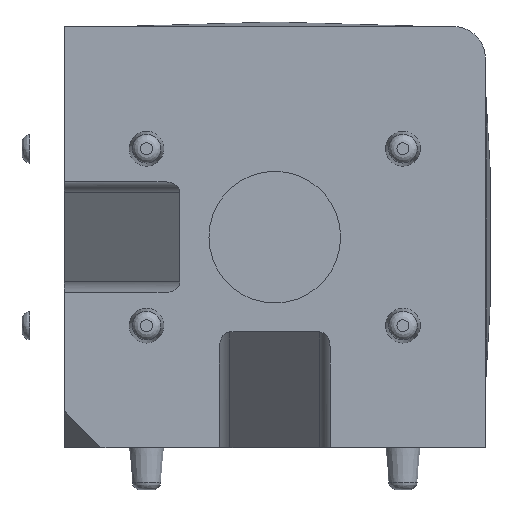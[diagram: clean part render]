
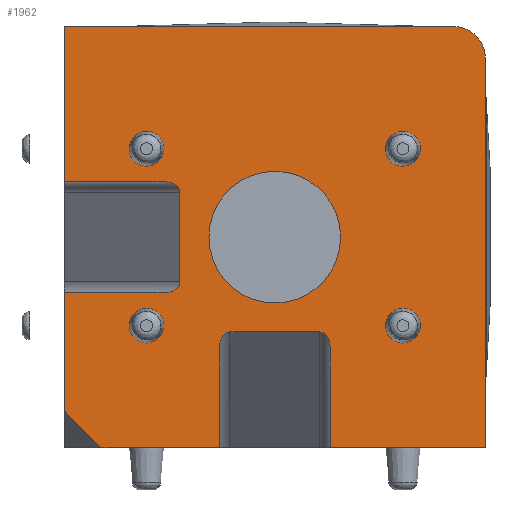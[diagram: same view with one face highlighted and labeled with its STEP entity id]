
A CAD part, front view. The second image highlights one B-rep face of the part: STEP entity #1962.
In plain terms, the highlighted face is planar.
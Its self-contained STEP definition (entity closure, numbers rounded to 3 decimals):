
#37=FACE_BOUND('',#511,.T.);
#38=FACE_BOUND('',#512,.T.);
#39=FACE_BOUND('',#513,.T.);
#40=FACE_BOUND('',#514,.T.);
#41=FACE_BOUND('',#515,.T.);
#59=PLANE('',#2240);
#159=ELLIPSE('',#2241,1.414,1.);
#160=ELLIPSE('',#2242,1.414,1.);
#161=ELLIPSE('',#2244,1.414,1.);
#162=ELLIPSE('',#2245,1.414,1.);
#205=LINE('',#3769,#283);
#206=LINE('',#3771,#284);
#207=LINE('',#3773,#285);
#208=LINE('',#3775,#286);
#209=LINE('',#3779,#287);
#210=LINE('',#3783,#288);
#211=LINE('',#3785,#289);
#212=LINE('',#3787,#290);
#213=LINE('',#3791,#291);
#214=LINE('',#3793,#292);
#215=LINE('',#3795,#293);
#216=LINE('',#3799,#294);
#217=LINE('',#3802,#295);
#283=VECTOR('',#2724,1000.);
#284=VECTOR('',#2725,1000.);
#285=VECTOR('',#2726,1000.);
#286=VECTOR('',#2727,1000.);
#287=VECTOR('',#2730,1000.);
#288=VECTOR('',#2733,1000.);
#289=VECTOR('',#2734,1000.);
#290=VECTOR('',#2735,1000.);
#291=VECTOR('',#2738,1000.);
#292=VECTOR('',#2739,1000.);
#293=VECTOR('',#2740,1000.);
#294=VECTOR('',#2743,1000.);
#295=VECTOR('',#2746,1000.);
#405=FACE_OUTER_BOUND('',#510,.T.);
#510=EDGE_LOOP('',(#1563,#1564,#1565,#1566,#1567,#1568,#1569,#1570,#1571,
#1572,#1573,#1574,#1575,#1576,#1577,#1578,#1579,#1580));
#511=EDGE_LOOP('',(#1581,#1582));
#512=EDGE_LOOP('',(#1583,#1584));
#513=EDGE_LOOP('',(#1585,#1586));
#514=EDGE_LOOP('',(#1587,#1588));
#515=EDGE_LOOP('',(#1589,#1590));
#678=CIRCLE('',#2164,1.65);
#679=CIRCLE('',#2165,1.65);
#680=CIRCLE('',#2167,1.65);
#681=CIRCLE('',#2168,1.65);
#682=CIRCLE('',#2170,1.65);
#683=CIRCLE('',#2171,1.65);
#684=CIRCLE('',#2173,1.65);
#685=CIRCLE('',#2174,1.65);
#719=CIRCLE('',#2225,6.25);
#720=CIRCLE('',#2226,6.25);
#727=CIRCLE('',#2243,3.);
#836=VERTEX_POINT('',#3515);
#837=VERTEX_POINT('',#3516);
#838=VERTEX_POINT('',#3521);
#839=VERTEX_POINT('',#3522);
#840=VERTEX_POINT('',#3527);
#841=VERTEX_POINT('',#3528);
#842=VERTEX_POINT('',#3533);
#843=VERTEX_POINT('',#3534);
#885=VERTEX_POINT('',#3702);
#886=VERTEX_POINT('',#3703);
#895=VERTEX_POINT('',#3767);
#896=VERTEX_POINT('',#3768);
#897=VERTEX_POINT('',#3770);
#898=VERTEX_POINT('',#3772);
#899=VERTEX_POINT('',#3774);
#900=VERTEX_POINT('',#3776);
#901=VERTEX_POINT('',#3778);
#902=VERTEX_POINT('',#3780);
#903=VERTEX_POINT('',#3782);
#904=VERTEX_POINT('',#3784);
#905=VERTEX_POINT('',#3786);
#906=VERTEX_POINT('',#3788);
#907=VERTEX_POINT('',#3790);
#908=VERTEX_POINT('',#3792);
#909=VERTEX_POINT('',#3794);
#910=VERTEX_POINT('',#3796);
#911=VERTEX_POINT('',#3798);
#912=VERTEX_POINT('',#3800);
#1075=EDGE_CURVE('',#836,#837,#678,.T.);
#1077=EDGE_CURVE('',#837,#836,#679,.T.);
#1078=EDGE_CURVE('',#838,#839,#680,.T.);
#1080=EDGE_CURVE('',#839,#838,#681,.T.);
#1081=EDGE_CURVE('',#840,#841,#682,.T.);
#1083=EDGE_CURVE('',#841,#840,#683,.T.);
#1084=EDGE_CURVE('',#842,#843,#684,.T.);
#1086=EDGE_CURVE('',#843,#842,#685,.T.);
#1138=EDGE_CURVE('',#885,#886,#719,.T.);
#1139=EDGE_CURVE('',#886,#885,#720,.T.);
#1157=EDGE_CURVE('',#895,#896,#205,.T.);
#1158=EDGE_CURVE('',#896,#897,#206,.T.);
#1159=EDGE_CURVE('',#898,#897,#207,.T.);
#1160=EDGE_CURVE('',#899,#898,#208,.T.);
#1161=EDGE_CURVE('',#899,#900,#159,.T.);
#1162=EDGE_CURVE('',#901,#900,#209,.T.);
#1163=EDGE_CURVE('',#901,#902,#160,.T.);
#1164=EDGE_CURVE('',#902,#903,#210,.T.);
#1165=EDGE_CURVE('',#904,#903,#211,.T.);
#1166=EDGE_CURVE('',#905,#904,#212,.T.);
#1167=EDGE_CURVE('',#905,#906,#727,.T.);
#1168=EDGE_CURVE('',#906,#907,#213,.T.);
#1169=EDGE_CURVE('',#907,#908,#214,.T.);
#1170=EDGE_CURVE('',#909,#908,#215,.T.);
#1171=EDGE_CURVE('',#909,#910,#161,.T.);
#1172=EDGE_CURVE('',#910,#911,#216,.T.);
#1173=EDGE_CURVE('',#911,#912,#162,.T.);
#1174=EDGE_CURVE('',#912,#895,#217,.T.);
#1563=ORIENTED_EDGE('',*,*,#1157,.T.);
#1564=ORIENTED_EDGE('',*,*,#1158,.T.);
#1565=ORIENTED_EDGE('',*,*,#1159,.F.);
#1566=ORIENTED_EDGE('',*,*,#1160,.F.);
#1567=ORIENTED_EDGE('',*,*,#1161,.T.);
#1568=ORIENTED_EDGE('',*,*,#1162,.F.);
#1569=ORIENTED_EDGE('',*,*,#1163,.T.);
#1570=ORIENTED_EDGE('',*,*,#1164,.T.);
#1571=ORIENTED_EDGE('',*,*,#1165,.F.);
#1572=ORIENTED_EDGE('',*,*,#1166,.F.);
#1573=ORIENTED_EDGE('',*,*,#1167,.T.);
#1574=ORIENTED_EDGE('',*,*,#1168,.T.);
#1575=ORIENTED_EDGE('',*,*,#1169,.T.);
#1576=ORIENTED_EDGE('',*,*,#1170,.F.);
#1577=ORIENTED_EDGE('',*,*,#1171,.T.);
#1578=ORIENTED_EDGE('',*,*,#1172,.T.);
#1579=ORIENTED_EDGE('',*,*,#1173,.T.);
#1580=ORIENTED_EDGE('',*,*,#1174,.T.);
#1581=ORIENTED_EDGE('',*,*,#1084,.F.);
#1582=ORIENTED_EDGE('',*,*,#1086,.F.);
#1583=ORIENTED_EDGE('',*,*,#1081,.F.);
#1584=ORIENTED_EDGE('',*,*,#1083,.F.);
#1585=ORIENTED_EDGE('',*,*,#1078,.F.);
#1586=ORIENTED_EDGE('',*,*,#1080,.F.);
#1587=ORIENTED_EDGE('',*,*,#1075,.F.);
#1588=ORIENTED_EDGE('',*,*,#1077,.F.);
#1589=ORIENTED_EDGE('',*,*,#1138,.T.);
#1590=ORIENTED_EDGE('',*,*,#1139,.T.);
#1962=ADVANCED_FACE('',(#405,#37,#38,#39,#40,#41),#59,.F.);
#2164=AXIS2_PLACEMENT_3D('',#3517,#2554,#2555);
#2165=AXIS2_PLACEMENT_3D('',#3519,#2557,#2558);
#2167=AXIS2_PLACEMENT_3D('',#3523,#2561,#2562);
#2168=AXIS2_PLACEMENT_3D('',#3525,#2564,#2565);
#2170=AXIS2_PLACEMENT_3D('',#3529,#2568,#2569);
#2171=AXIS2_PLACEMENT_3D('',#3531,#2571,#2572);
#2173=AXIS2_PLACEMENT_3D('',#3535,#2575,#2576);
#2174=AXIS2_PLACEMENT_3D('',#3537,#2578,#2579);
#2225=AXIS2_PLACEMENT_3D('',#3704,#2687,#2688);
#2226=AXIS2_PLACEMENT_3D('',#3705,#2689,#2690);
#2240=AXIS2_PLACEMENT_3D('',#3766,#2722,#2723);
#2241=AXIS2_PLACEMENT_3D('',#3777,#2728,#2729);
#2242=AXIS2_PLACEMENT_3D('',#3781,#2731,#2732);
#2243=AXIS2_PLACEMENT_3D('',#3789,#2736,#2737);
#2244=AXIS2_PLACEMENT_3D('',#3797,#2741,#2742);
#2245=AXIS2_PLACEMENT_3D('',#3801,#2744,#2745);
#2554=DIRECTION('center_axis',(1.,0.,0.));
#2555=DIRECTION('ref_axis',(0.,-1.,0.));
#2557=DIRECTION('center_axis',(1.,0.,0.));
#2558=DIRECTION('ref_axis',(0.,-1.,0.));
#2561=DIRECTION('center_axis',(1.,0.,0.));
#2562=DIRECTION('ref_axis',(0.,-1.,0.));
#2564=DIRECTION('center_axis',(1.,0.,0.));
#2565=DIRECTION('ref_axis',(0.,-1.,0.));
#2568=DIRECTION('center_axis',(1.,0.,0.));
#2569=DIRECTION('ref_axis',(0.,-1.,0.));
#2571=DIRECTION('center_axis',(1.,0.,0.));
#2572=DIRECTION('ref_axis',(0.,-1.,0.));
#2575=DIRECTION('center_axis',(1.,0.,0.));
#2576=DIRECTION('ref_axis',(0.,-1.,0.));
#2578=DIRECTION('center_axis',(1.,0.,0.));
#2579=DIRECTION('ref_axis',(0.,-1.,0.));
#2687=DIRECTION('center_axis',(-1.,0.,0.));
#2688=DIRECTION('ref_axis',(0.,0.,1.));
#2689=DIRECTION('center_axis',(-1.,0.,0.));
#2690=DIRECTION('ref_axis',(0.,0.,1.));
#2722=DIRECTION('center_axis',(-1.,0.,0.));
#2723=DIRECTION('ref_axis',(0.,-1.,0.));
#2724=DIRECTION('',(0.,1.,0.));
#2725=DIRECTION('',(0.,0.707,0.707));
#2726=DIRECTION('',(0.,0.,-1.));
#2727=DIRECTION('',(0.,1.,0.));
#2728=DIRECTION('center_axis',(-1.,0.,0.));
#2729=DIRECTION('ref_axis',(0.,1.,0.));
#2730=DIRECTION('',(0.,0.,-1.));
#2731=DIRECTION('center_axis',(-1.,0.,0.));
#2732=DIRECTION('ref_axis',(0.,1.,0.));
#2733=DIRECTION('',(0.,1.,0.));
#2734=DIRECTION('',(0.,0.,-1.));
#2735=DIRECTION('',(0.,1.,0.));
#2736=DIRECTION('center_axis',(1.,0.,0.));
#2737=DIRECTION('ref_axis',(0.,-1.,0.));
#2738=DIRECTION('',(0.,0.,-1.));
#2739=DIRECTION('',(0.,1.,0.));
#2740=DIRECTION('',(0.,0.,-1.));
#2741=DIRECTION('center_axis',(-1.,0.,0.));
#2742=DIRECTION('ref_axis',(0.,0.,-1.));
#2743=DIRECTION('',(0.,1.,0.));
#2744=DIRECTION('center_axis',(-1.,0.,0.));
#2745=DIRECTION('ref_axis',(0.,0.,-1.));
#2746=DIRECTION('',(0.,0.,-1.));
#3515=CARTESIAN_POINT('',(20.,-6.75,12.175));
#3516=CARTESIAN_POINT('',(20.,-10.05,12.175));
#3517=CARTESIAN_POINT('Origin',(20.,-8.4,12.175));
#3519=CARTESIAN_POINT('Origin',(20.,-8.4,12.175));
#3521=CARTESIAN_POINT('',(20.,-6.75,-12.175));
#3522=CARTESIAN_POINT('',(20.,-10.05,-12.175));
#3523=CARTESIAN_POINT('Origin',(20.,-8.4,-12.175));
#3525=CARTESIAN_POINT('Origin',(20.,-8.4,-12.175));
#3527=CARTESIAN_POINT('',(20.,10.05,-12.175));
#3528=CARTESIAN_POINT('',(20.,6.75,-12.175));
#3529=CARTESIAN_POINT('Origin',(20.,8.4,-12.175));
#3531=CARTESIAN_POINT('Origin',(20.,8.4,-12.175));
#3533=CARTESIAN_POINT('',(20.,10.05,12.175));
#3534=CARTESIAN_POINT('',(20.,6.75,12.175));
#3535=CARTESIAN_POINT('Origin',(20.,8.4,12.175));
#3537=CARTESIAN_POINT('Origin',(20.,8.4,12.175));
#3702=CARTESIAN_POINT('',(20.,0.,6.25));
#3703=CARTESIAN_POINT('',(20.,0.,-6.25));
#3704=CARTESIAN_POINT('Origin',(20.,0.,0.));
#3705=CARTESIAN_POINT('Origin',(20.,0.,0.));
#3766=CARTESIAN_POINT('Origin',(20.,20.,20.));
#3767=CARTESIAN_POINT('',(20.,5.25,-20.));
#3768=CARTESIAN_POINT('',(20.,16.5,-20.));
#3769=CARTESIAN_POINT('',(20.,20.,-20.));
#3770=CARTESIAN_POINT('',(20.,20.,-16.5));
#3771=CARTESIAN_POINT('',(20.,14.75,-21.75));
#3772=CARTESIAN_POINT('',(20.,20.,-5.25));
#3773=CARTESIAN_POINT('',(20.,20.,20.));
#3774=CARTESIAN_POINT('',(20.,10.414,-5.25));
#3775=CARTESIAN_POINT('',(20.,8.,-5.25));
#3776=CARTESIAN_POINT('',(20.,9.,-4.25));
#3777=CARTESIAN_POINT('Origin',(20.,10.414,-4.25));
#3778=CARTESIAN_POINT('',(20.,9.,4.25));
#3779=CARTESIAN_POINT('',(20.,9.,22.221));
#3780=CARTESIAN_POINT('',(20.,10.414,5.25));
#3781=CARTESIAN_POINT('Origin',(20.,10.414,4.25));
#3782=CARTESIAN_POINT('',(20.,20.,5.25));
#3783=CARTESIAN_POINT('',(20.,8.,5.25));
#3784=CARTESIAN_POINT('',(20.,20.,20.));
#3785=CARTESIAN_POINT('',(20.,20.,20.));
#3786=CARTESIAN_POINT('',(20.,-17.,20.));
#3787=CARTESIAN_POINT('',(20.,20.,20.));
#3788=CARTESIAN_POINT('',(20.,-20.,17.));
#3789=CARTESIAN_POINT('Origin',(20.,-17.,17.));
#3790=CARTESIAN_POINT('',(20.,-20.,-20.));
#3791=CARTESIAN_POINT('',(20.,-20.,20.));
#3792=CARTESIAN_POINT('',(20.,-5.25,-20.));
#3793=CARTESIAN_POINT('',(20.,20.,-20.));
#3794=CARTESIAN_POINT('',(20.,-5.25,-10.414));
#3795=CARTESIAN_POINT('',(20.,-5.25,-20.));
#3796=CARTESIAN_POINT('',(20.,-4.25,-9.));
#3797=CARTESIAN_POINT('Origin',(20.,-4.25,-10.414));
#3798=CARTESIAN_POINT('',(20.,4.25,-9.));
#3799=CARTESIAN_POINT('',(20.,-22.221,-9.));
#3800=CARTESIAN_POINT('',(20.,5.25,-10.414));
#3801=CARTESIAN_POINT('Origin',(20.,4.25,-10.414));
#3802=CARTESIAN_POINT('',(20.,5.25,-20.));
